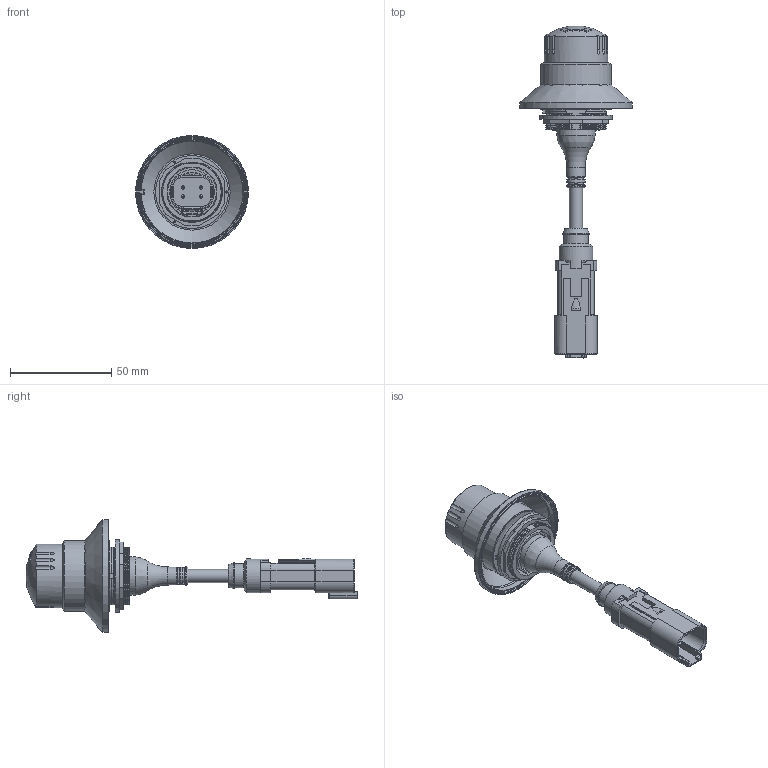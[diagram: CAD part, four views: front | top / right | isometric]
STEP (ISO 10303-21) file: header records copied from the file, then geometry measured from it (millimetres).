
FILE_DESCRIPTION(/* description */ ('KRBUVOO29405_P01 '),/* implementation_level */ '2;1');
FILE_NAME(/* name */ '10067517.stp',/* time_stamp */ '2021-12-01T18:56:37+01:00',/* author */ ('akaestle'),/* organization */ (''),/* preprocessor_version */ 'ST-DEVELOPER v17.2',/* originating_system */ 'Autodesk Inventor 2019',/* authorisation */ '');
FILE_SCHEMA (('AUTOMOTIVE_DESIGN { 1 0 10303 214 3 1 1 }'));
Length unit declared in the file: millimetre
Products named in the file (27): KRBUVOO_KD  A03.1707.4; Führungshülse M25.208.2; Gelbe Hülse mit geschnittenem Gewinde M25.203.4; Führungsstück M25.197.3; Druckstück M25.198.3A; M25.092.2K; M15.352.4; 23486231_O_Ring_23x1; Variante 1 von M28.118.4B; Bauteil1-01; Bauteil33-01;  M29.043.4A; 0014OCY3 M36.452.4; ...OO_KD  A03.1714.4; Schaltelement M12 M36.708.OOP; Gehäuse M36.708.2B; Stössel  Öffner  M36.653.3; Kontaktbrücke M36.625.4A; Bauteil5-01; M36.257.4A; Bauteil2-01; M36.623.4_C; Membrane gebogen M36.606.4B; Beschriftung für Kurzhubtaster _ Variante 1; Umspritzungsteil KRBUVOO_KD21 M02.754.3; 23486231_O_Ring_13x1 angepasst innen_17,5  außen_1
8,7; 7072-72461 Deutsch Stecker
Assembly tree (37 placements, depth 4):
  KRBUVOO_KD  A03.1707.4
    Führungshülse M25.208.2
    Gelbe Hülse mit geschnittenem Gewinde M25.203.4
    Führungsstück M25.197.3
    Druckstück M25.198.3A
    M25.092.2K
    M15.352.4  x2
    23486231_O_Ring_23x1
    Variante 1 von M28.118.4B  x2
    Bauteil1-01
    Bauteil33-01
     M29.043.4A
    0014OCY3 M36.452.4
    ...OO_KD  A03.1714.4
      Schaltelement M12 M36.708.OOP
        Gehäuse M36.708.2B
        Membrane gebogen M36.606.4B  x2
        Stössel  Öffner  M36.653.3  x2
        Kontaktbrücke M36.625.4A  x2
        Bauteil5-01  x2
        M36.257.4A  x4
        Bauteil2-01  x2
        M36.623.4_C  x2
        Beschriftung für Kurzhubtaster _ Variante 1
      Umspritzungsteil KRBUVOO_KD21 M02.754.3
      23486231_O_Ring_13x1 angepasst innen_17,5  außen_1
8,7
      7072-72461 Deutsch Stecker
Bounding box: 55.8 x 163.95 x 55.8 mm (x, y, z)
Volume: 43606.4 mm3; surface area: 49492.1 mm2
Topology: 46 solids, 54 shells, 2472 faces, 6846 edges, 4541 vertices
Faces by surface type: plane 1514, cylinder 564, bspline 139, torus 127, cone 114, sphere 14
Full cylindrical faces by diameter (mm): 0.8 x2, 0.9 x8, 1 x21, 1.4 x4, 1.485 x4, 1.5 x2, 1.56 x4, 1.8 x2, 2 x7, 2.2 x4, 2.5 x1, 2.7 x2, 3 x1, 3.2 x2, 3.488 x1, 3.8 x1, 3.908 x1, 4.62 x1, 6.5 x1, 7.4 x1, 8.9 x1, 11.85 x1, 11.9 x1, 12 x1, 13 x1, 13.7 x1, 14.55 x1, 15.3 x1, 15.55 x1, 16.6 x1
Entity records: 80599 total; most frequent: CARTESIAN_POINT 26038, ORIENTED_EDGE 11602, DIRECTION 10515, EDGE_CURVE 5801, VERTEX_POINT 3836, LINE 3785, VECTOR 3785, AXIS2_PLACEMENT_3D 3365
